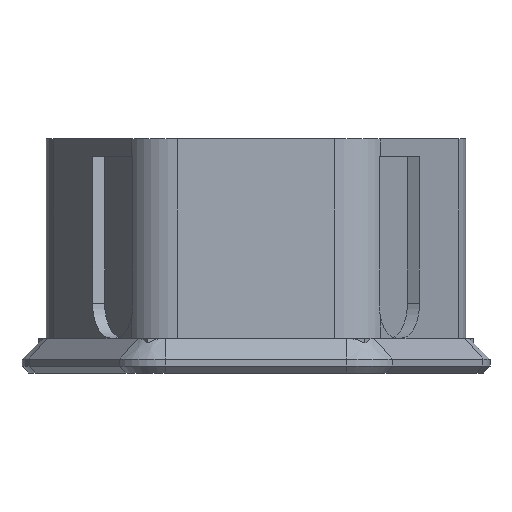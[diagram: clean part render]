
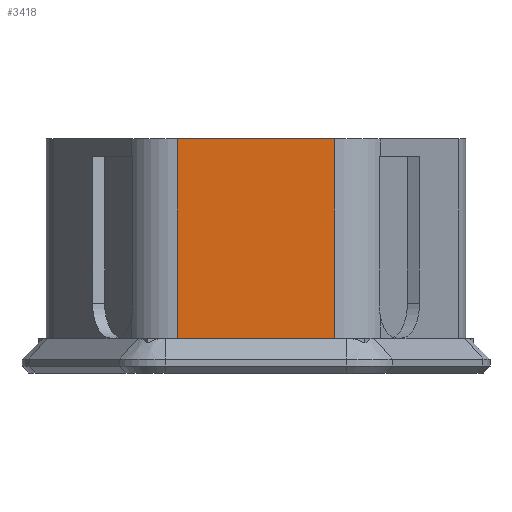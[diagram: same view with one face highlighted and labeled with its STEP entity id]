
A CAD part, left-side view. The second image highlights one B-rep face of the part: STEP entity #3418.
In plain terms, the highlighted planar face has unit normal (-1, 0, 0).
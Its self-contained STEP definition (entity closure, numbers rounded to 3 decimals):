
#362=FACE_OUTER_BOUND('',#570,.T.);
#570=EDGE_LOOP('',(#2773,#2774,#2775,#2776));
#810=LINE('',#5253,#1172);
#882=LINE('',#5448,#1244);
#883=LINE('',#5450,#1245);
#884=LINE('',#5451,#1246);
#1172=VECTOR('',#4246,10.);
#1244=VECTOR('',#4468,10.);
#1245=VECTOR('',#4469,10.);
#1246=VECTOR('',#4470,10.);
#1521=VERTEX_POINT('',#5250);
#1522=VERTEX_POINT('',#5252);
#1570=VERTEX_POINT('',#5447);
#1571=VERTEX_POINT('',#5449);
#1891=EDGE_CURVE('',#1521,#1522,#810,.T.);
#1987=EDGE_CURVE('',#1521,#1570,#882,.T.);
#1988=EDGE_CURVE('',#1570,#1571,#883,.T.);
#1989=EDGE_CURVE('',#1571,#1522,#884,.T.);
#2773=ORIENTED_EDGE('',*,*,#1987,.T.);
#2774=ORIENTED_EDGE('',*,*,#1988,.T.);
#2775=ORIENTED_EDGE('',*,*,#1989,.T.);
#2776=ORIENTED_EDGE('',*,*,#1891,.F.);
#3239=PLANE('',#3711);
#3418=ADVANCED_FACE('',(#362),#3239,.F.);
#3711=AXIS2_PLACEMENT_3D('',#5446,#4466,#4467);
#4246=DIRECTION('',(0.,-1.,0.));
#4466=DIRECTION('center_axis',(1.,0.,0.));
#4467=DIRECTION('ref_axis',(0.,-1.,0.));
#4468=DIRECTION('',(0.,0.,-1.));
#4469=DIRECTION('',(0.,-1.,0.));
#4470=DIRECTION('',(0.,0.,1.));
#5250=CARTESIAN_POINT('',(-10.8,4.503,13.4));
#5252=CARTESIAN_POINT('',(-10.8,-4.503,13.4));
#5253=CARTESIAN_POINT('',(-10.8,3.118,13.4));
#5446=CARTESIAN_POINT('Origin',(-10.8,6.235,13.4));
#5447=CARTESIAN_POINT('',(-10.8,4.503,2.));
#5448=CARTESIAN_POINT('',(-10.8,4.503,13.4));
#5449=CARTESIAN_POINT('',(-10.8,-4.503,2.));
#5450=CARTESIAN_POINT('',(-10.8,6.235,2.));
#5451=CARTESIAN_POINT('',(-10.8,-4.503,13.4));
